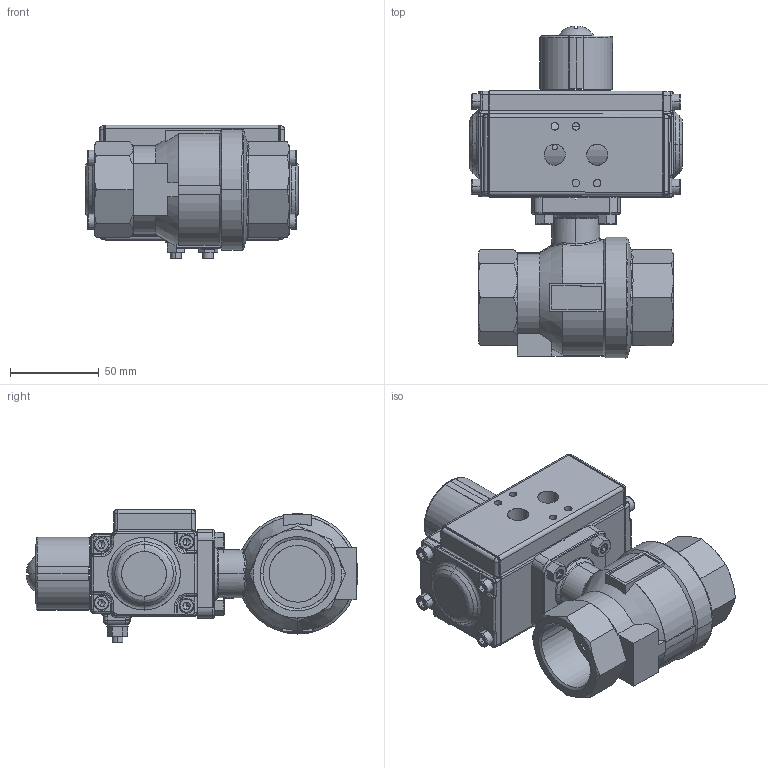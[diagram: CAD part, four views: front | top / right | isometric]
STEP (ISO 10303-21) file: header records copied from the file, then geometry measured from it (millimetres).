
FILE_DESCRIPTION (( 'STEP AP214' ), '1' );
FILE_NAME ('PK02_DN32_doppeltwirkend (PK02000006).STEP', '2022-01-19T14:39:27', ( '' ), ( '' ), 'SwSTEP 2.0', 'SolidWorks 2021', '' );
FILE_SCHEMA (( 'AUTOMOTIVE_DESIGN' ));
Length unit declared in the file: metre
Products named in the file (1): PK02_DN32_doppeltwirkend (PK02000006)
Bounding box: 120.04 x 187.2 x 75.5 mm (x, y, z)
Surface area: 104633.6 mm2 (no closed solid volume)
Topology: 0 solids, 882 shells, 1015 faces, 4702 edges, 4511 vertices
Faces by surface type: plane 369, cylinder 271, bspline 237, cone 136, sphere 2
Entity records: 83170 total; most frequent: CARTESIAN_POINT 37866, DIRECTION 6267, ORIENTED_EDGE 4886, EDGE_CURVE 4649, VERTEX_POINT 4511, AXIS2_PLACEMENT_3D 2106, VECTOR 2055, LINE 2055
